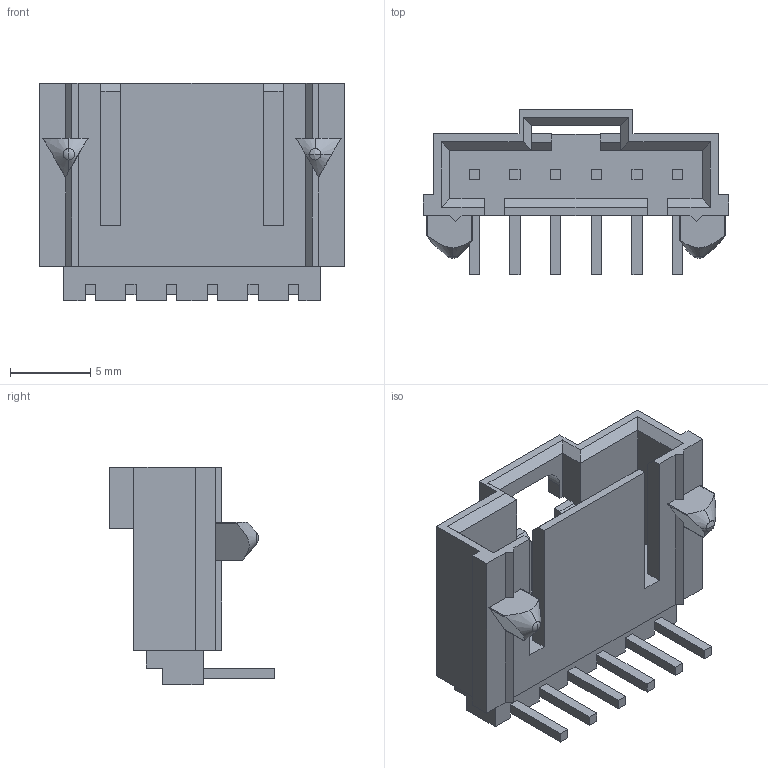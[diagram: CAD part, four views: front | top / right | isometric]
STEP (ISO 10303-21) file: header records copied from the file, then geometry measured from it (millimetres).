
FILE_DESCRIPTION (( 'STEP AP214' ), '1' );
FILE_NAME ('Molex SL Horizontal Header - 6 pin - 70555-0040.STEP', '2020-11-15T18:42:07', ( '' ), ( '' ), 'SwSTEP 2.0', 'SolidWorks 2013', '' );
FILE_SCHEMA (( 'AUTOMOTIVE_DESIGN' ));
Length unit declared in the file: millimetre
Products named in the file (1): Molex SL Horizontal Header - 6 pin - 70555-0040
Bounding box: 19.05 x 10.29 x 13.59 mm (x, y, z)
Volume: 720.9 mm3; surface area: 1354.5 mm2
Topology: 1 solids, 1 shells, 216 faces, 593 edges, 380 vertices
Faces by surface type: plane 193, cylinder 14, cone 5, torus 2, bspline 2
Entity records: 7498 total; most frequent: CARTESIAN_POINT 1384, ORIENTED_EDGE 1178, DIRECTION 1028, EDGE_CURVE 589, LINE 524, VECTOR 524, VERTEX_POINT 380, AXIS2_PLACEMENT_3D 252
